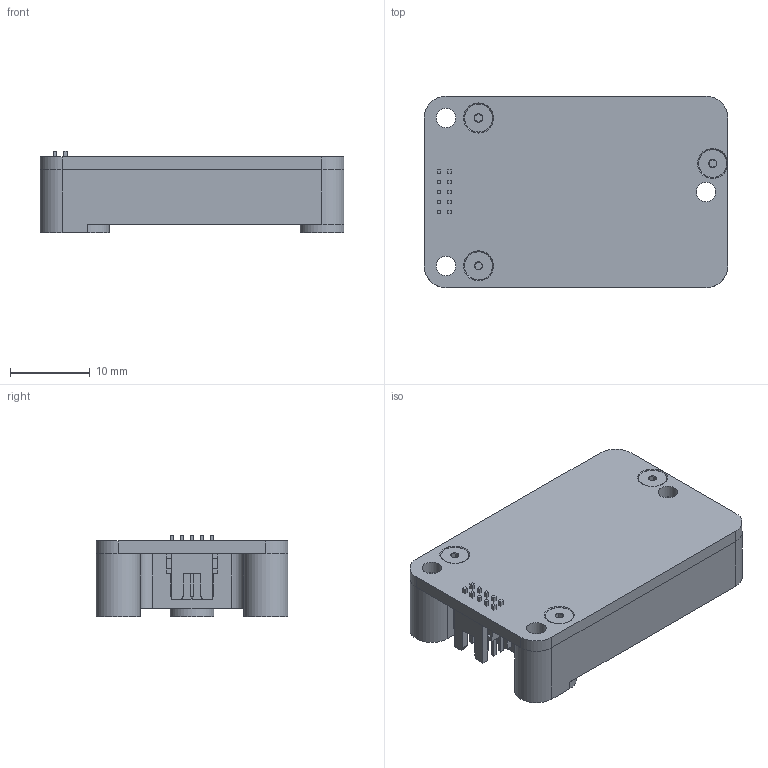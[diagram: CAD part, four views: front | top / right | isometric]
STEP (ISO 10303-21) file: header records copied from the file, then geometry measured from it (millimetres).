
FILE_DESCRIPTION(/* description */ (''),/* implementation_level */ '2;1');
FILE_NAME(/* name */ '6259-4210.stp',/* time_stamp */ '2017-09-12T11:30:12-04:00',/* author */ ('Chad_Thelen'),/* organization */ (''),/* preprocessor_version */ 'ST-DEVELOPER v15.6',/* originating_system */ 'Autodesk Inventor 2015',/* authorisation */ '');
FILE_SCHEMA (('AUTOMOTIVE_DESIGN { 1 0 10303 214 3 1 1 }'));
Length unit declared in the file: inch
Products named in the file (5): 3065-0240; CV5-PCB; FTSH-105-01-F-D-K; 91253A030_ALLOY STEEL FLAT-HEAD SOCKET CAP SCREW; 3065-0240_ASSY
Assembly tree (6 placements, depth 2):
  3065-0240_ASSY
    3065-0240
    CV5-PCB
    FTSH-105-01-F-D-K
    91253A030_ALLOY STEEL FLAT-HEAD SOCKET CAP SCREW  x3
Bounding box: 38 x 23.98 x 10.16 mm (x, y, z)
Volume: 3634.8 mm3; surface area: 6023.5 mm2
Topology: 8 solids, 8 shells, 378 faces, 970 edges, 616 vertices
Faces by surface type: plane 286, cylinder 50, cone 33, bspline 6, torus 3
Full cylindrical faces by diameter (mm): 1.194 x3, 1.778 x3, 2.381 x1, 2.438 x6, 3.505 x3, 5.486 x1
Entity records: 12307 total; most frequent: CARTESIAN_POINT 3908, ORIENTED_EDGE 1662, DIRECTION 1589, EDGE_CURVE 831, LINE 717, VECTOR 717, VERTEX_POINT 543, AXIS2_PLACEMENT_3D 436
